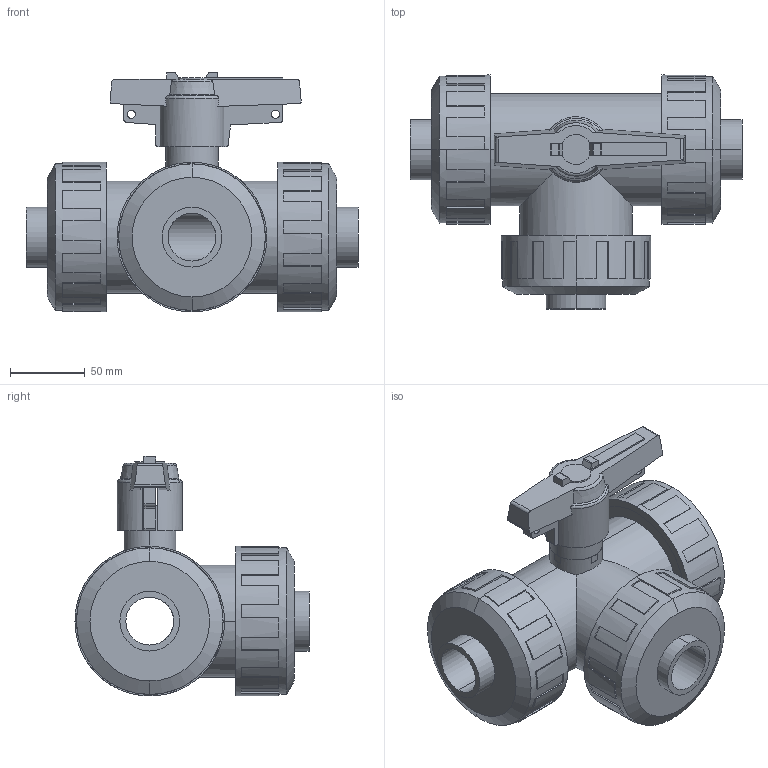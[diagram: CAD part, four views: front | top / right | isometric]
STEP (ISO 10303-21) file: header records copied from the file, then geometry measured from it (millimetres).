
FILE_DESCRIPTION(('STEP AP214'),'1');
FILE_NAME('cctmp_2D44C1E3-FE12-4518-960F-381D6C7D0374_2021_10_22_08_35_58_0881..stp','2021-10-22T06:35:59',('Praher Valves GmbH'),('CADClick - www.CADClick.com'),'Spatial InterOp 3D',' ','unknown authorization');
FILE_SCHEMA(('AUTOMOTIVE_DESIGN'));
Length unit declared in the file: millimetre
Products named in the file (1): 125028
Bounding box: 222 x 156.5 x 160.37 mm (x, y, z)
Volume: 1404255.3 mm3; surface area: 235405.1 mm2
Topology: 1 solids, 1 shells, 382 faces, 1065 edges, 702 vertices
Faces by surface type: plane 270, cylinder 86, cone 18, torus 8
Entity records: 15789 total; most frequent: CARTESIAN_POINT 2595, DIRECTION 2170, ORIENTED_EDGE 2130, EDGE_CURVE 1065, AXIS2_PLACEMENT_3D 766, VERTEX_POINT 702, LINE 638, VECTOR 638
